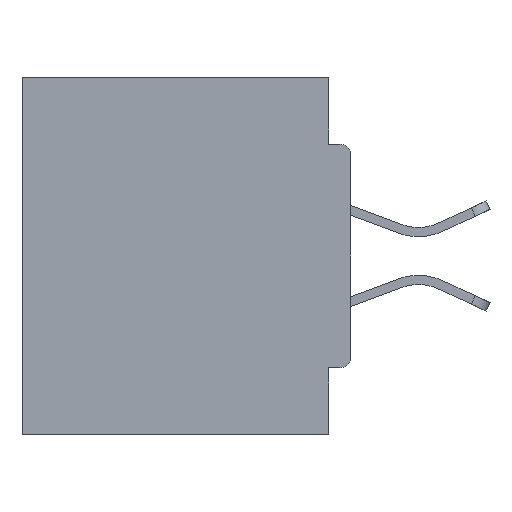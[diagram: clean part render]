
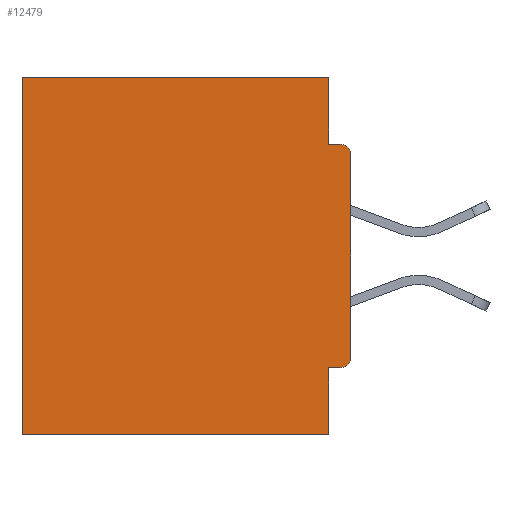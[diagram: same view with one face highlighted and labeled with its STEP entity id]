
A CAD part, left-side view. The second image highlights one B-rep face of the part: STEP entity #12479.
In plain terms, the highlighted planar face has unit normal (-1, 0, 0).
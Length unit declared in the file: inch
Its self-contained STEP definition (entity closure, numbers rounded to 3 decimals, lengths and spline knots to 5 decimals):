
#348 = VECTOR ( 'NONE', #21779, 39.37008 ) ;
#665 = DIRECTION ( 'NONE',  ( 0., 0., -1. ) ) ;
#1451 = CARTESIAN_POINT ( 'NONE',  ( 0.298, 0., -0.4065 ) ) ;
#1611 = EDGE_CURVE ( 'NONE', #2080, #24259, #9054, .T. ) ;
#2080 = VERTEX_POINT ( 'NONE', #28817 ) ;
#2653 = VERTEX_POINT ( 'NONE', #30414 ) ;
#3180 = AXIS2_PLACEMENT_3D ( 'NONE', #24352, #6466, #19530 ) ;
#3205 = VECTOR ( 'NONE', #31433, 39.37008 ) ;
#4313 = CARTESIAN_POINT ( 'NONE',  ( 0.298, 0.015, -0.3915 ) ) ;
#5057 = EDGE_CURVE ( 'NONE', #11068, #2653, #8004, .T. ) ;
#5968 = VERTEX_POINT ( 'NONE', #28382 ) ;
#5981 = CARTESIAN_POINT ( 'NONE',  ( 0.298, 0., -0.0935 ) ) ;
#6395 = EDGE_CURVE ( 'NONE', #18201, #26124, #20587, .T. ) ;
#6466 = DIRECTION ( 'NONE',  ( -1., 0., 0. ) ) ;
#6627 = VERTEX_POINT ( 'NONE', #14197 ) ;
#6669 = DIRECTION ( 'NONE',  ( 0., 1., 0. ) ) ;
#6671 = ORIENTED_EDGE ( 'NONE', *, *, #6395, .F. ) ;
#7177 = VERTEX_POINT ( 'NONE', #13344 ) ;
#7619 = AXIS2_PLACEMENT_3D ( 'NONE', #18043, #7972, #30892 ) ;
#7972 = DIRECTION ( 'NONE',  ( 1., 0., 0. ) ) ;
#8004 = LINE ( 'NONE', #18291, #3205 ) ;
#8066 = CARTESIAN_POINT ( 'NONE',  ( 0.298, 0., 0. ) ) ;
#8325 = CARTESIAN_POINT ( 'NONE',  ( 0.298, 0.031, -0.4065 ) ) ;
#9054 = LINE ( 'NONE', #8066, #12600 ) ;
#9357 = VECTOR ( 'NONE', #14494, 39.37008 ) ;
#9891 = DIRECTION ( 'NONE',  ( -1., 0., 0. ) ) ;
#10117 = ORIENTED_EDGE ( 'NONE', *, *, #5057, .F. ) ;
#10165 = LINE ( 'NONE', #19695, #9357 ) ;
#10365 = LINE ( 'NONE', #11078, #23871 ) ;
#10562 = CARTESIAN_POINT ( 'NONE',  ( 0.298, 0.015, -0.4065 ) ) ;
#11068 = VERTEX_POINT ( 'NONE', #24636 ) ;
#11078 = CARTESIAN_POINT ( 'NONE',  ( 0.298, 0.031, -0.5 ) ) ;
#11092 = EDGE_CURVE ( 'NONE', #18201, #24259, #24865, .T. ) ;
#11260 = VECTOR ( 'NONE', #6669, 39.37008 ) ;
#11324 = DIRECTION ( 'NONE',  ( 0., -1., 0. ) ) ;
#12097 = ORIENTED_EDGE ( 'NONE', *, *, #27559, .F. ) ;
#12479 = ADVANCED_FACE ( 'NONE', ( #26780 ), #12939, .F. ) ;
#12600 = VECTOR ( 'NONE', #31089, 39.37008 ) ;
#12939 = PLANE ( 'NONE',  #7619 ) ;
#13344 = CARTESIAN_POINT ( 'NONE',  ( 0.298, 0.015, -0.0935 ) ) ;
#14197 = CARTESIAN_POINT ( 'NONE',  ( 0.298, 0.46, 0. ) ) ;
#14494 = DIRECTION ( 'NONE',  ( 0., 0., -1. ) ) ;
#16023 = EDGE_LOOP ( 'NONE', ( #21398, #12097, #20414, #17731, #22458, #10117, #21316, #6671, #22133, #22146 ) ) ;
#16757 = LINE ( 'NONE', #26437, #25506 ) ;
#16955 = CARTESIAN_POINT ( 'NONE',  ( 0.298, 0.031, 0. ) ) ;
#17731 = ORIENTED_EDGE ( 'NONE', *, *, #29702, .T. ) ;
#17912 = EDGE_CURVE ( 'NONE', #26124, #11068, #10165, .T. ) ;
#18043 = CARTESIAN_POINT ( 'NONE',  ( 0.298, 0., 0. ) ) ;
#18201 = VERTEX_POINT ( 'NONE', #10562 ) ;
#18291 = CARTESIAN_POINT ( 'NONE',  ( 0.298, 0., -0.5 ) ) ;
#19530 = DIRECTION ( 'NONE',  ( 0., 0., -1. ) ) ;
#19617 = LINE ( 'NONE', #5981, #29225 ) ;
#19695 = CARTESIAN_POINT ( 'NONE',  ( 0.298, 0.031, -0.5 ) ) ;
#20414 = ORIENTED_EDGE ( 'NONE', *, *, #24416, .F. ) ;
#20587 = LINE ( 'NONE', #1451, #348 ) ;
#21316 = ORIENTED_EDGE ( 'NONE', *, *, #17912, .F. ) ;
#21398 = ORIENTED_EDGE ( 'NONE', *, *, #23796, .T. ) ;
#21779 = DIRECTION ( 'NONE',  ( 0., 1., 0. ) ) ;
#22133 = ORIENTED_EDGE ( 'NONE', *, *, #11092, .T. ) ;
#22146 = ORIENTED_EDGE ( 'NONE', *, *, #1611, .F. ) ;
#22458 = ORIENTED_EDGE ( 'NONE', *, *, #22871, .T. ) ;
#22871 = EDGE_CURVE ( 'NONE', #6627, #2653, #16757, .T. ) ;
#22981 = CARTESIAN_POINT ( 'NONE',  ( 0.298, 0., -0.3915 ) ) ;
#22984 = CARTESIAN_POINT ( 'NONE',  ( 0.298, 0., 0. ) ) ;
#23796 = EDGE_CURVE ( 'NONE', #2080, #7177, #25053, .T. ) ;
#23871 = VECTOR ( 'NONE', #28674, 39.37008 ) ;
#24139 = VERTEX_POINT ( 'NONE', #16955 ) ;
#24259 = VERTEX_POINT ( 'NONE', #22981 ) ;
#24352 = CARTESIAN_POINT ( 'NONE',  ( 0.298, 0.015, -0.1085 ) ) ;
#24416 = EDGE_CURVE ( 'NONE', #24139, #5968, #10365, .T. ) ;
#24636 = CARTESIAN_POINT ( 'NONE',  ( 0.298, 0.031, -0.5 ) ) ;
#24769 = LINE ( 'NONE', #22984, #11260 ) ;
#24865 = CIRCLE ( 'NONE', #25917, 0.015 ) ;
#25053 = CIRCLE ( 'NONE', #3180, 0.015 ) ;
#25506 = VECTOR ( 'NONE', #665, 39.37008 ) ;
#25917 = AXIS2_PLACEMENT_3D ( 'NONE', #4313, #9891, #32220 ) ;
#26124 = VERTEX_POINT ( 'NONE', #8325 ) ;
#26437 = CARTESIAN_POINT ( 'NONE',  ( 0.298, 0.46, 0. ) ) ;
#26780 = FACE_OUTER_BOUND ( 'NONE', #16023, .T. ) ;
#27559 = EDGE_CURVE ( 'NONE', #5968, #7177, #19617, .T. ) ;
#28382 = CARTESIAN_POINT ( 'NONE',  ( 0.298, 0.031, -0.0935 ) ) ;
#28674 = DIRECTION ( 'NONE',  ( 0., 0., -1. ) ) ;
#28817 = CARTESIAN_POINT ( 'NONE',  ( 0.298, 0., -0.1085 ) ) ;
#29225 = VECTOR ( 'NONE', #11324, 39.37008 ) ;
#29702 = EDGE_CURVE ( 'NONE', #24139, #6627, #24769, .T. ) ;
#30414 = CARTESIAN_POINT ( 'NONE',  ( 0.298, 0.46, -0.5 ) ) ;
#30892 = DIRECTION ( 'NONE',  ( 0., 0., -1. ) ) ;
#31089 = DIRECTION ( 'NONE',  ( 0., 0., -1. ) ) ;
#31433 = DIRECTION ( 'NONE',  ( 0., 1., 0. ) ) ;
#32220 = DIRECTION ( 'NONE',  ( 0., 0., -1. ) ) ;
